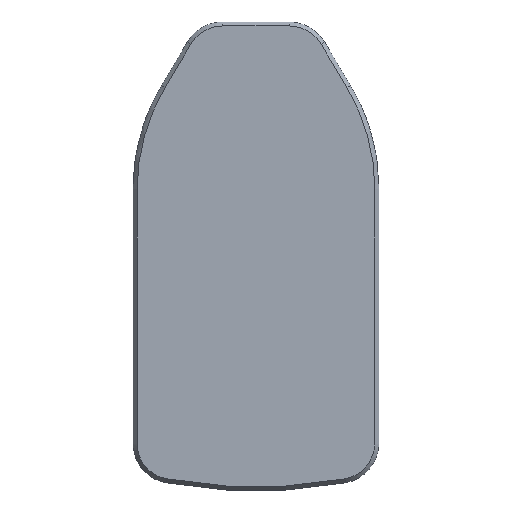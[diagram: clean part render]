
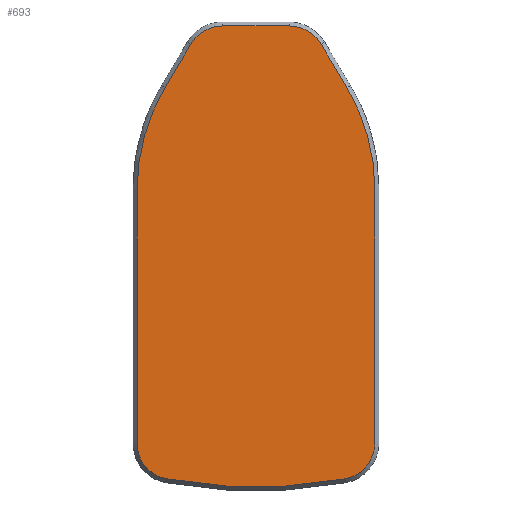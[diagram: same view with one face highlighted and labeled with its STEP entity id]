
A CAD part, front view. The second image highlights one B-rep face of the part: STEP entity #693.
In plain terms, the highlighted planar face has unit normal (0, -1, 0).
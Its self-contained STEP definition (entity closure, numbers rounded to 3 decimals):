
#25=PLANE('',#767);
#38=B_SPLINE_CURVE_WITH_KNOTS('',3,(#1238,#1239,#1240,#1241),
 .UNSPECIFIED.,.F.,.F.,(4,4),(0.,0.078),.UNSPECIFIED.);
#39=B_SPLINE_CURVE_WITH_KNOTS('',3,(#1243,#1244,#1245,#1246),
 .UNSPECIFIED.,.F.,.F.,(4,4),(-0.157,0.),.UNSPECIFIED.);
#40=B_SPLINE_CURVE_WITH_KNOTS('',3,(#1248,#1249,#1250,#1251,#1252,#1253,
#1254),.UNSPECIFIED.,.F.,.F.,(4,3,4),(0.,0.037,0.079),
 .UNSPECIFIED.);
#41=B_SPLINE_CURVE_WITH_KNOTS('',3,(#1256,#1257,#1258,#1259),
 .UNSPECIFIED.,.F.,.F.,(4,4),(0.,0.079),.UNSPECIFIED.);
#42=B_SPLINE_CURVE_WITH_KNOTS('',3,(#1261,#1262,#1263,#1264),
 .UNSPECIFIED.,.F.,.F.,(4,4),(0.,0.08),.UNSPECIFIED.);
#43=B_SPLINE_CURVE_WITH_KNOTS('',3,(#1266,#1267,#1268,#1269),
 .UNSPECIFIED.,.F.,.F.,(4,4),(0.,0.08),.UNSPECIFIED.);
#44=B_SPLINE_CURVE_WITH_KNOTS('',3,(#1271,#1272,#1273,#1274),
 .UNSPECIFIED.,.F.,.F.,(4,4),(0.,0.08),.UNSPECIFIED.);
#45=B_SPLINE_CURVE_WITH_KNOTS('',3,(#1277,#1278,#1279,#1280,#1281,#1282,
#1283),.UNSPECIFIED.,.F.,.F.,(4,3,4),(0.,0.271,0.631),
 .UNSPECIFIED.);
#78=FACE_OUTER_BOUND('',#118,.T.);
#118=EDGE_LOOP('',(#569,#570,#571,#572,#573,#574,#575,#576,#577,#578,#579,
#580,#581,#582,#583,#584,#585,#586));
#139=CIRCLE('',#730,4.705);
#142=CIRCLE('',#734,24.859);
#145=CIRCLE('',#738,4.603);
#156=CIRCLE('',#754,24.858);
#160=CIRCLE('',#768,62.333);
#194=LINE('',#1201,#255);
#211=LINE('',#1230,#272);
#212=LINE('',#1233,#273);
#214=LINE('',#1236,#275);
#215=LINE('',#1284,#276);
#255=VECTOR('',#887,10.);
#272=VECTOR('',#920,10.);
#273=VECTOR('',#923,10.);
#275=VECTOR('',#927,10.);
#276=VECTOR('',#930,10.);
#296=VERTEX_POINT('',#1029);
#298=VERTEX_POINT('',#1033);
#303=VERTEX_POINT('',#1061);
#304=VERTEX_POINT('',#1063);
#307=VERTEX_POINT('',#1092);
#309=VERTEX_POINT('',#1095);
#333=VERTEX_POINT('',#1188);
#334=VERTEX_POINT('',#1190);
#340=VERTEX_POINT('',#1227);
#341=VERTEX_POINT('',#1232);
#342=VERTEX_POINT('',#1237);
#343=VERTEX_POINT('',#1242);
#344=VERTEX_POINT('',#1247);
#345=VERTEX_POINT('',#1255);
#346=VERTEX_POINT('',#1260);
#347=VERTEX_POINT('',#1265);
#348=VERTEX_POINT('',#1270);
#349=VERTEX_POINT('',#1275);
#365=EDGE_CURVE('',#296,#298,#139,.T.);
#372=EDGE_CURVE('',#303,#304,#142,.T.);
#377=EDGE_CURVE('',#307,#309,#145,.T.);
#405=EDGE_CURVE('',#333,#334,#156,.T.);
#410=EDGE_CURVE('',#296,#304,#194,.T.);
#429=EDGE_CURVE('',#340,#303,#211,.T.);
#430=EDGE_CURVE('',#341,#334,#212,.T.);
#432=EDGE_CURVE('',#333,#307,#214,.T.);
#433=EDGE_CURVE('',#341,#342,#38,.T.);
#434=EDGE_CURVE('',#342,#343,#39,.F.);
#435=EDGE_CURVE('',#343,#344,#40,.T.);
#436=EDGE_CURVE('',#344,#345,#41,.T.);
#437=EDGE_CURVE('',#345,#346,#42,.T.);
#438=EDGE_CURVE('',#346,#347,#43,.T.);
#439=EDGE_CURVE('',#347,#348,#44,.T.);
#440=EDGE_CURVE('',#348,#349,#160,.T.);
#441=EDGE_CURVE('',#349,#340,#45,.T.);
#442=EDGE_CURVE('',#309,#298,#215,.T.);
#569=ORIENTED_EDGE('',*,*,#377,.F.);
#570=ORIENTED_EDGE('',*,*,#432,.F.);
#571=ORIENTED_EDGE('',*,*,#405,.T.);
#572=ORIENTED_EDGE('',*,*,#430,.F.);
#573=ORIENTED_EDGE('',*,*,#433,.T.);
#574=ORIENTED_EDGE('',*,*,#434,.T.);
#575=ORIENTED_EDGE('',*,*,#435,.T.);
#576=ORIENTED_EDGE('',*,*,#436,.T.);
#577=ORIENTED_EDGE('',*,*,#437,.T.);
#578=ORIENTED_EDGE('',*,*,#438,.T.);
#579=ORIENTED_EDGE('',*,*,#439,.T.);
#580=ORIENTED_EDGE('',*,*,#440,.T.);
#581=ORIENTED_EDGE('',*,*,#441,.T.);
#582=ORIENTED_EDGE('',*,*,#429,.T.);
#583=ORIENTED_EDGE('',*,*,#372,.T.);
#584=ORIENTED_EDGE('',*,*,#410,.F.);
#585=ORIENTED_EDGE('',*,*,#365,.T.);
#586=ORIENTED_EDGE('',*,*,#442,.F.);
#693=ADVANCED_FACE('',(#78),#25,.T.);
#730=AXIS2_PLACEMENT_3D('',#1035,#807,#808);
#734=AXIS2_PLACEMENT_3D('',#1065,#819,#820);
#738=AXIS2_PLACEMENT_3D('',#1096,#829,#830);
#754=AXIS2_PLACEMENT_3D('',#1192,#876,#877);
#767=AXIS2_PLACEMENT_3D('',#1235,#925,#926);
#768=AXIS2_PLACEMENT_3D('',#1276,#928,#929);
#807=DIRECTION('center_axis',(0.,-1.,0.));
#808=DIRECTION('ref_axis',(0.853,0.,0.522));
#819=DIRECTION('center_axis',(0.,-1.,0.));
#820=DIRECTION('ref_axis',(1.,0.,0.));
#829=DIRECTION('center_axis',(0.,1.,0.));
#830=DIRECTION('ref_axis',(0.012,0.,1.));
#876=DIRECTION('center_axis',(0.,-1.,0.));
#877=DIRECTION('ref_axis',(-0.858,0.,0.513));
#887=DIRECTION('',(0.511,0.,-0.86));
#920=DIRECTION('',(0.,0.,1.));
#923=DIRECTION('',(0.,0.,1.));
#925=DIRECTION('center_axis',(0.,-1.,0.));
#926=DIRECTION('ref_axis',(1.,0.,0.));
#927=DIRECTION('',(0.511,0.,0.86));
#928=DIRECTION('center_axis',(0.,-1.,0.));
#929=DIRECTION('ref_axis',(1.,0.,-0.023));
#930=DIRECTION('',(1.,0.,0.));
#1029=CARTESIAN_POINT('',(8.165,-2.64,26.715));
#1033=CARTESIAN_POINT('',(4.151,-2.64,28.965));
#1035=CARTESIAN_POINT('Origin',(4.151,-2.64,24.259));
#1061=CARTESIAN_POINT('',(14.935,-2.64,8.498));
#1063=CARTESIAN_POINT('',(11.416,-2.64,21.248));
#1065=CARTESIAN_POINT('Origin',(-9.924,-2.64,8.498));
#1092=CARTESIAN_POINT('',(-8.165,-2.64,26.715));
#1095=CARTESIAN_POINT('',(-4.151,-2.64,28.965));
#1096=CARTESIAN_POINT('Origin',(-4.209,-2.64,24.362));
#1188=CARTESIAN_POINT('',(-11.416,-2.64,21.248));
#1190=CARTESIAN_POINT('',(-14.935,-2.64,8.498));
#1192=CARTESIAN_POINT('Origin',(9.923,-2.64,8.498));
#1201=CARTESIAN_POINT('',(8.165,-2.64,26.715));
#1227=CARTESIAN_POINT('',(14.935,-2.64,-23.535));
#1230=CARTESIAN_POINT('',(14.935,-2.64,-23.535));
#1232=CARTESIAN_POINT('',(-14.935,-2.64,-23.535));
#1233=CARTESIAN_POINT('',(-14.935,-2.64,-23.535));
#1235=CARTESIAN_POINT('Origin',(0.,-2.64,-28.964));
#1236=CARTESIAN_POINT('',(-11.416,-2.64,21.248));
#1237=CARTESIAN_POINT('',(-14.867,-2.64,-24.311));
#1238=CARTESIAN_POINT('Ctrl Pts',(-14.935,-2.64,-23.535));
#1239=CARTESIAN_POINT('Ctrl Pts',(-14.935,-2.64,-23.795));
#1240=CARTESIAN_POINT('Ctrl Pts',(-14.912,-2.64,-24.055));
#1241=CARTESIAN_POINT('Ctrl Pts',(-14.866,-2.64,-24.311));
#1242=CARTESIAN_POINT('',(-14.334,-2.64,-25.776));
#1243=CARTESIAN_POINT('Ctrl Pts',(-14.334,-2.64,-25.776));
#1244=CARTESIAN_POINT('Ctrl Pts',(-14.595,-2.64,-25.325));
#1245=CARTESIAN_POINT('Ctrl Pts',(-14.775,-2.64,-24.826));
#1246=CARTESIAN_POINT('Ctrl Pts',(-14.866,-2.64,-24.312));
#1247=CARTESIAN_POINT('',(-13.881,-2.64,-26.422));
#1248=CARTESIAN_POINT('Ctrl Pts',(-14.333,-2.64,-25.778));
#1249=CARTESIAN_POINT('Ctrl Pts',(-14.272,-2.64,-25.884));
#1250=CARTESIAN_POINT('Ctrl Pts',(-14.207,-2.64,-25.987));
#1251=CARTESIAN_POINT('Ctrl Pts',(-14.137,-2.64,-26.087));
#1252=CARTESIAN_POINT('Ctrl Pts',(-14.057,-2.64,-26.202));
#1253=CARTESIAN_POINT('Ctrl Pts',(-13.971,-2.64,-26.313));
#1254=CARTESIAN_POINT('Ctrl Pts',(-13.881,-2.64,-26.419));
#1255=CARTESIAN_POINT('',(-13.317,-2.64,-26.981));
#1256=CARTESIAN_POINT('Ctrl Pts',(-13.879,-2.64,-26.422));
#1257=CARTESIAN_POINT('Ctrl Pts',(-13.708,-2.64,-26.622));
#1258=CARTESIAN_POINT('Ctrl Pts',(-13.52,-2.64,-26.807));
#1259=CARTESIAN_POINT('Ctrl Pts',(-13.316,-2.64,-26.975));
#1260=CARTESIAN_POINT('',(-12.661,-2.64,-27.433));
#1261=CARTESIAN_POINT('Ctrl Pts',(-13.313,-2.64,-26.978));
#1262=CARTESIAN_POINT('Ctrl Pts',(-13.109,-2.64,-27.146));
#1263=CARTESIAN_POINT('Ctrl Pts',(-12.89,-2.64,-27.297));
#1264=CARTESIAN_POINT('Ctrl Pts',(-12.66,-2.64,-27.428));
#1265=CARTESIAN_POINT('',(-11.931,-2.64,-27.763));
#1266=CARTESIAN_POINT('Ctrl Pts',(-12.656,-2.64,-27.429));
#1267=CARTESIAN_POINT('Ctrl Pts',(-12.425,-2.64,-27.561));
#1268=CARTESIAN_POINT('Ctrl Pts',(-12.182,-2.64,-27.672));
#1269=CARTESIAN_POINT('Ctrl Pts',(-11.931,-2.64,-27.761));
#1270=CARTESIAN_POINT('',(-11.154,-2.64,-27.958));
#1271=CARTESIAN_POINT('Ctrl Pts',(-11.929,-2.64,-27.762));
#1272=CARTESIAN_POINT('Ctrl Pts',(-11.677,-2.64,-27.851));
#1273=CARTESIAN_POINT('Ctrl Pts',(-11.418,-2.64,-27.917));
#1274=CARTESIAN_POINT('Ctrl Pts',(-11.154,-2.64,-27.958));
#1275=CARTESIAN_POINT('',(11.154,-2.64,-27.958));
#1276=CARTESIAN_POINT('Origin',(0.,-2.64,
33.368));
#1277=CARTESIAN_POINT('Ctrl Pts',(11.154,-2.64,-27.958));
#1278=CARTESIAN_POINT('Ctrl Pts',(12.039,-2.64,-27.797));
#1279=CARTESIAN_POINT('Ctrl Pts',(12.877,-2.64,-27.37));
#1280=CARTESIAN_POINT('Ctrl Pts',(13.523,-2.64,-26.746));
#1281=CARTESIAN_POINT('Ctrl Pts',(14.385,-2.64,-25.915));
#1282=CARTESIAN_POINT('Ctrl Pts',(14.906,-2.64,-24.735));
#1283=CARTESIAN_POINT('Ctrl Pts',(14.935,-2.64,-23.535));
#1284=CARTESIAN_POINT('',(-4.151,-2.64,28.965));
